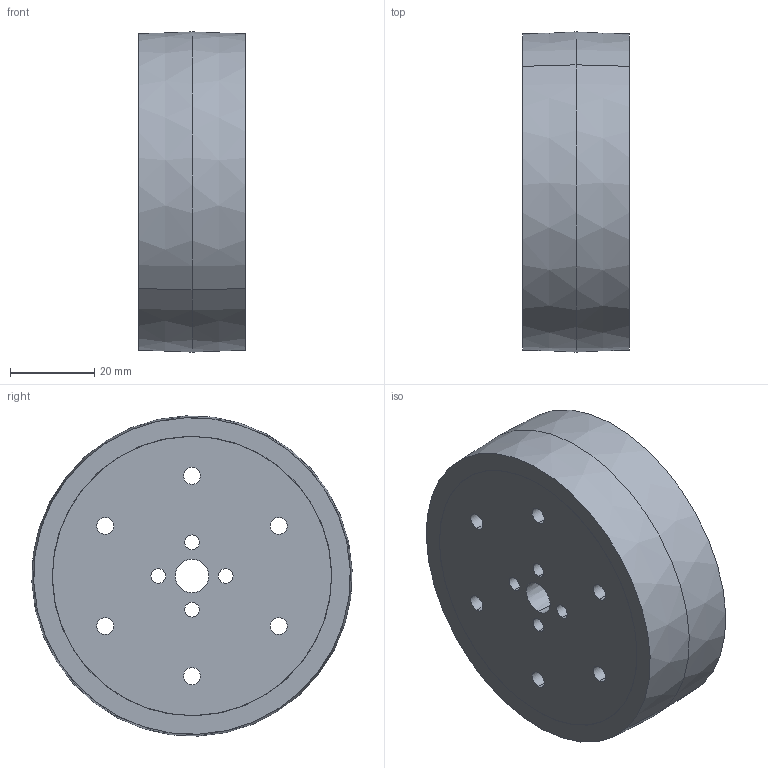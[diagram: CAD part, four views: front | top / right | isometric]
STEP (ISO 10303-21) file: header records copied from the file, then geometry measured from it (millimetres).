
FILE_DESCRIPTION (( 'STEP AP203' ), '1' );
FILE_NAME ('am-4717 3in Stealth Wheel Nub Bore.STEP', '2024-09-20T13:19:55', ( '' ), ( '' ), 'SwSTEP 2.0', 'SolidWorks 2024', '' );
FILE_SCHEMA (( 'CONFIG_CONTROL_DESIGN' ));
Length unit declared in the file: inch
Products named in the file (3): 3in Wheel Intergrated 8mm Hub; am-4717 3in Stealth Wheel Nub Bore; 3in Tread
Assembly tree (2 placements, depth 2):
  am-4717 3in Stealth Wheel Nub Bore
    3in Wheel Intergrated 8mm Hub
    3in Tread
Bounding box: 25.4 x 76.13 x 76.13 mm (x, y, z)
Volume: 66667.7 mm3; surface area: 34794.7 mm2
Topology: 2 solids, 2 shells, 293 faces, 733 edges, 433 vertices
Faces by surface type: torus 80, bspline 66, cone 61, cylinder 57, plane 29
Entity records: 12713 total; most frequent: CARTESIAN_POINT 5888, ORIENTED_EDGE 1442, DIRECTION 1314, EDGE_CURVE 721, AXIS2_PLACEMENT_3D 591, VERTEX_POINT 433, CIRCLE 359, EDGE_LOOP 318
